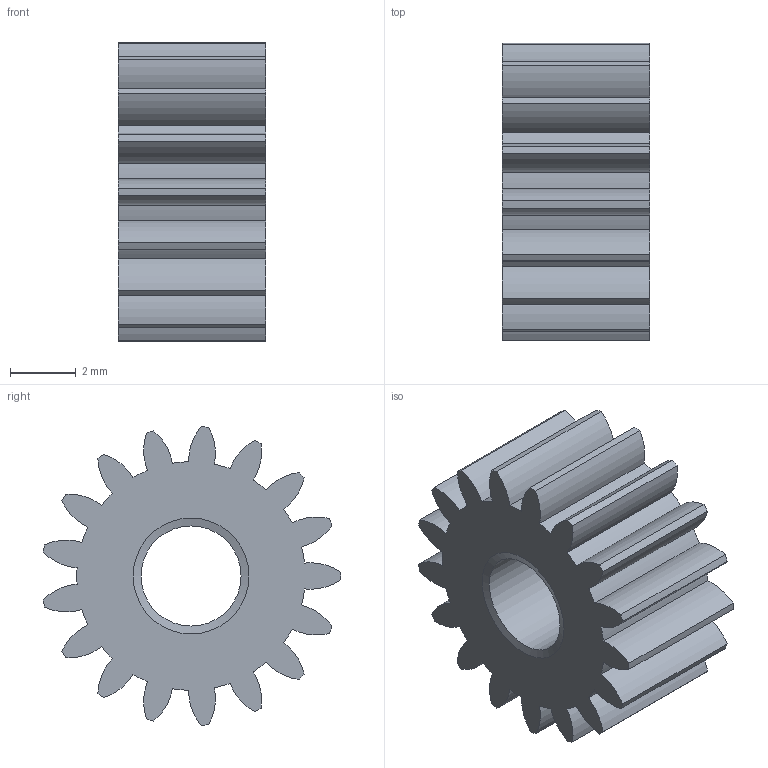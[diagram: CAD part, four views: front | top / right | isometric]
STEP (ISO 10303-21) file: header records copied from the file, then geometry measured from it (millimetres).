
FILE_DESCRIPTION (( 'STEP AP214' ), '1' );
FILE_NAME ('am-4376 17T NeveRest Orbital Pinion.STEP', '2020-09-16T20:58:19', ( '' ), ( '' ), 'SwSTEP 2.0', 'SolidWorks 2019', '' );
FILE_SCHEMA (( 'AUTOMOTIVE_DESIGN' ));
Length unit declared in the file: millimetre
Products named in the file (1): am-4376 17T NeveRest Orbital Pinion
Bounding box: 4.5 x 9.06 x 9.1 mm (x, y, z)
Volume: 191.8 mm3; surface area: 360.1 mm2
Topology: 1 solids, 1 shells, 73 faces, 213 edges, 142 vertices
Faces by surface type: cylinder 69, plane 2, cone 2
Full cylindrical faces by diameter (mm): 3.048 x1
Entity records: 2512 total; most frequent: DIRECTION 496, CARTESIAN_POINT 422, ORIENTED_EDGE 416, AXIS2_PLACEMENT_3D 214, EDGE_CURVE 208, VERTEX_POINT 140, CIRCLE 140, EDGE_LOOP 78
